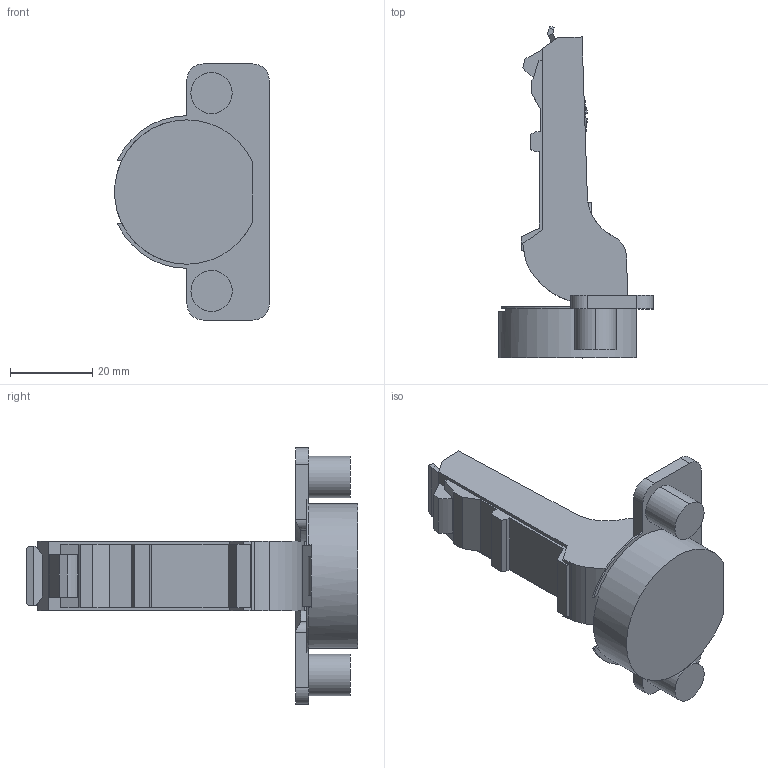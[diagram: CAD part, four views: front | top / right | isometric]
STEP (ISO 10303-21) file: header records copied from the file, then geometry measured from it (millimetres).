
FILE_DESCRIPTION((''),'2;1');
FILE_NAME('702-0CL1-SD3DCL','2022-11-09T08:15:16',('marino.prodan'),('Audax d.o.o.'),'CREO PARAMETRIC BY PTC INC, 2021304','CREO PARAMETRIC BY PTC INC, 2021304','');
FILE_SCHEMA(('AUTOMOTIVE_DESIGN { 1 0 10303 214 1 1 1 1 }'));
Length unit declared in the file: millimetre
Products named in the file (1): 702-0CL1-SD3DCL
Bounding box: 37.52 x 80.45 x 62.11 mm (x, y, z)
Volume: 26975.3 mm3; surface area: 14084.1 mm2
Topology: 1 solids, 1 shells, 232 faces, 660 edges, 442 vertices
Faces by surface type: plane 172, cylinder 50, cone 6, sphere 4
Entity records: 10177 total; most frequent: CARTESIAN_POINT 1634, ORIENTED_EDGE 1320, DIRECTION 1234, PRESENTATION_STYLE_ASSIGNMENT 661, STYLED_ITEM 661, CURVE_STYLE 660, EDGE_CURVE 660, VECTOR 496
